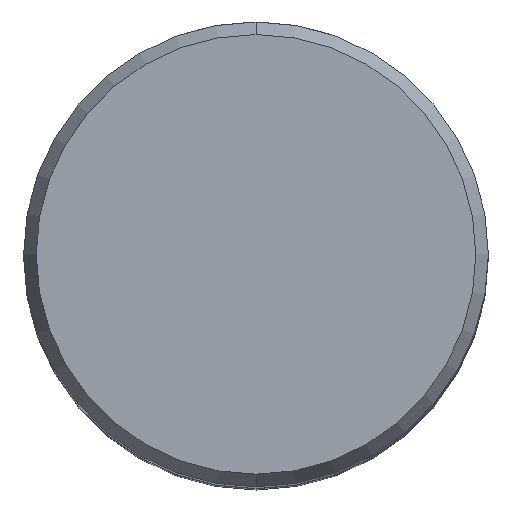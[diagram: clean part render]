
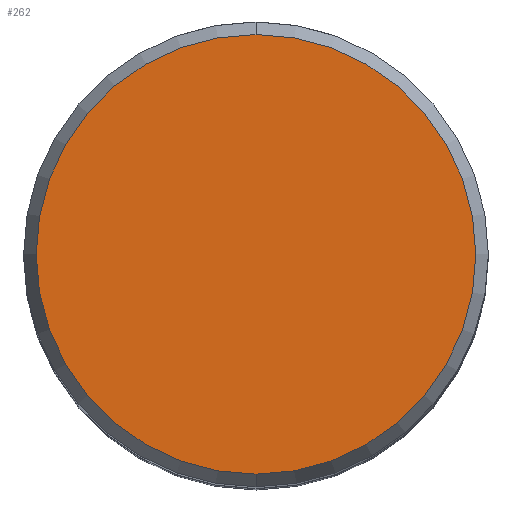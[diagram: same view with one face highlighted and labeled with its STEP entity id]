
A CAD part, top view. The second image highlights one B-rep face of the part: STEP entity #262.
In plain terms, the highlighted planar face has unit normal (0, 0, 1).
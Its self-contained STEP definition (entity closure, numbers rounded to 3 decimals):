
#204=EDGE_CURVE('',#318,#342,#523,.T.);
#262=ADVANCED_FACE('',(#586),#587,.T.);
#318=VERTEX_POINT('',#650);
#342=VERTEX_POINT('',#677);
#450=EDGE_CURVE('',#342,#318,#793,.T.);
#523=CIRCLE('',#894,12.012);
#586=FACE_OUTER_BOUND('',#1045,.T.);
#587=PLANE('',#1046);
#650=CARTESIAN_POINT('',(0.,-12.012,0.));
#677=CARTESIAN_POINT('',(0.0,12.012,0.));
#793=CIRCLE('',#1540,12.012);
#894=AXIS2_PLACEMENT_3D('',#1684,#1685,#1686);
#1045=EDGE_LOOP('',(#1754,#1755));
#1046=AXIS2_PLACEMENT_3D('',#1756,#1757,#1758);
#1540=AXIS2_PLACEMENT_3D('',#1964,#1965,#1966);
#1684=CARTESIAN_POINT('',(0.0,0.0,0.));
#1685=DIRECTION('',(0.0,0.0,-1.0));
#1686=DIRECTION('',(0.0,1.0,0.0));
#1754=ORIENTED_EDGE('',*,*,#450,.F.);
#1755=ORIENTED_EDGE('',*,*,#204,.F.);
#1756=CARTESIAN_POINT('',(0.0,6.006,0.));
#1757=DIRECTION('',(-0.0,0.0,1.0));
#1758=DIRECTION('',(0.0,-1.0,0.0));
#1964=CARTESIAN_POINT('',(0.0,0.0,0.));
#1965=DIRECTION('',(0.0,0.0,-1.0));
#1966=DIRECTION('',(0.0,1.0,0.0));
